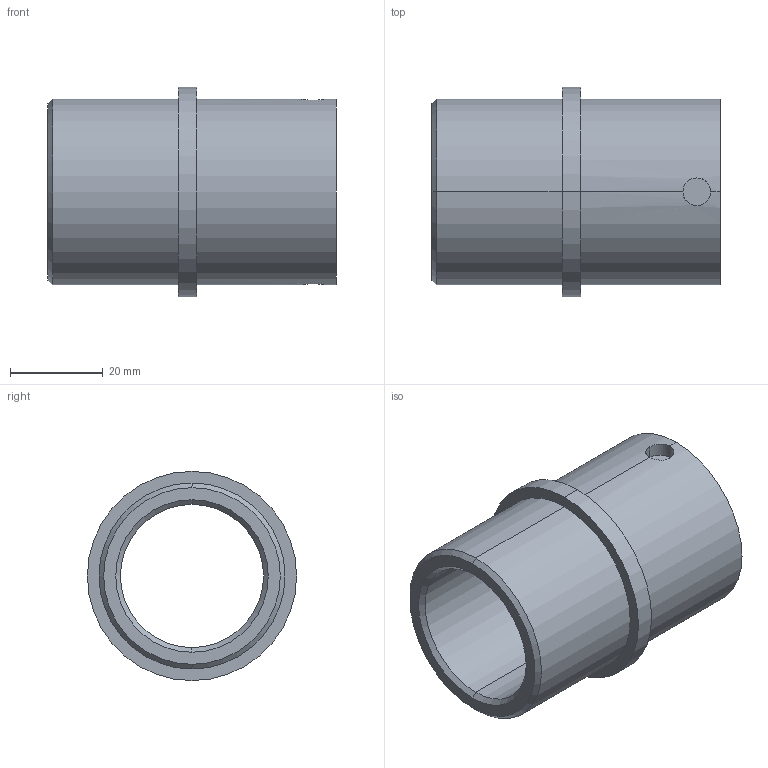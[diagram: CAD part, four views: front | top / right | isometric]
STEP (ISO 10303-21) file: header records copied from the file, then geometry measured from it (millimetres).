
FILE_DESCRIPTION (( 'STEP AP203' ), '1' );
FILE_NAME ('R237.040.001.STEP', '2015-06-09T12:09:20', ( '' ), ( '' ), 'SwSTEP 2.0', 'SolidWorks 2012', '' );
FILE_SCHEMA (( 'CONFIG_CONTROL_DESIGN' ));
Length unit declared in the file: millimetre
Products named in the file (1): R237.040.001
Bounding box: 62 x 45 x 45 mm (x, y, z)
Volume: 32415 mm3; surface area: 15386.5 mm2
Topology: 1 solids, 1 shells, 24 faces, 54 edges, 34 vertices
Faces by surface type: cylinder 12, cone 6, plane 6
Entity records: 877 total; most frequent: CARTESIAN_POINT 249, DIRECTION 122, ORIENTED_EDGE 108, EDGE_CURVE 54, AXIS2_PLACEMENT_3D 51, VERTEX_POINT 34, EDGE_LOOP 28, CIRCLE 26
